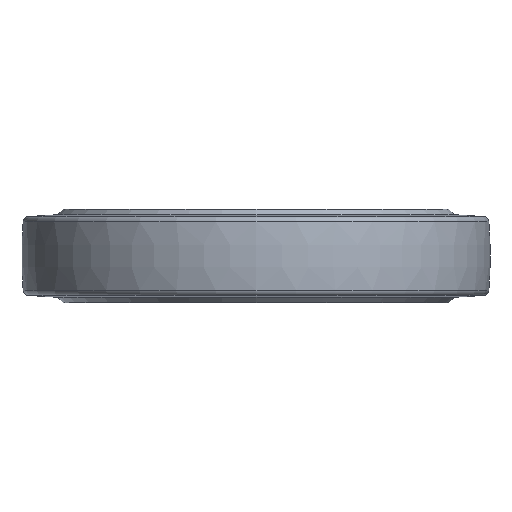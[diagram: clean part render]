
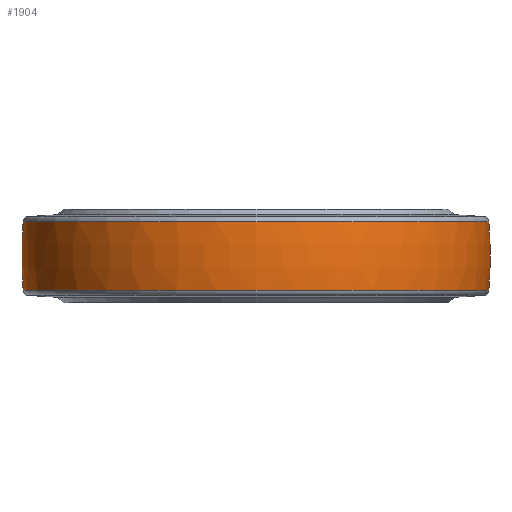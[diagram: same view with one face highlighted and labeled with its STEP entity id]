
A CAD part, front view. The second image highlights one B-rep face of the part: STEP entity #1904.
In plain terms, the highlighted toroidal (fillet/blend) face has major radius 150 mm and minor radius 300 mm.
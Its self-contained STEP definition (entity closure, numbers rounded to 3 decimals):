
#52 = DIRECTION ( 'NONE',  ( 0., 0., 1. ) ) ;
#430 = EDGE_CURVE ( 'NONE', #9980, #6385, #10040, .T. ) ;
#1011 = ORIENTED_EDGE ( 'NONE', *, *, #8789, .T. ) ;
#1603 = ORIENTED_EDGE ( 'NONE', *, *, #6719, .F. ) ;
#1620 = EDGE_CURVE ( 'NONE', #7623, #9185, #3714, .T. ) ;
#1662 = CARTESIAN_POINT ( 'NONE',  ( -150., 0., 0. ) ) ;
#1741 = DIRECTION ( 'NONE',  ( 1., 0., 0. ) ) ;
#1862 = CIRCLE ( 'NONE', #11494, 149.19 ) ;
#1904 = ADVANCED_FACE ( 'NONE', ( #11895 ), #3144, .T. ) ;
#2527 = CARTESIAN_POINT ( 'NONE',  ( 0., 0., 0. ) ) ;
#2740 = CARTESIAN_POINT ( 'NONE',  ( 0., 0., -22.024 ) ) ;
#3144 = TOROIDAL_SURFACE ( 'NONE', #3891, -150., 300. ) ;
#3420 = DIRECTION ( 'NONE',  ( 0., -1., 0. ) ) ;
#3426 = DIRECTION ( 'NONE',  ( 1., 0., 0. ) ) ;
#3661 = EDGE_LOOP ( 'NONE', ( #9981, #1011, #7079, #1603 ) ) ;
#3692 = CARTESIAN_POINT ( 'NONE',  ( 149.19, 0., -22.024 ) ) ;
#3714 = CIRCLE ( 'NONE', #7415, 300. ) ;
#3891 = AXIS2_PLACEMENT_3D ( 'NONE', #2527, #7816, #3426 ) ;
#3892 = AXIS2_PLACEMENT_3D ( 'NONE', #6290, #7211, #1741 ) ;
#4530 = AXIS2_PLACEMENT_3D ( 'NONE', #1662, #3420, #8101 ) ;
#5182 = DIRECTION ( 'NONE',  ( -1., 0., 0. ) ) ;
#6290 = CARTESIAN_POINT ( 'NONE',  ( 0., 0., 22.024 ) ) ;
#6385 = VERTEX_POINT ( 'NONE', #10276 ) ;
#6719 = EDGE_CURVE ( 'NONE', #9185, #6385, #7051, .T. ) ;
#7051 = CIRCLE ( 'NONE', #3892, 149.19 ) ;
#7079 = ORIENTED_EDGE ( 'NONE', *, *, #430, .T. ) ;
#7211 = DIRECTION ( 'NONE',  ( 0., 0., 1. ) ) ;
#7355 = CARTESIAN_POINT ( 'NONE',  ( -149.19, 0., -22.024 ) ) ;
#7415 = AXIS2_PLACEMENT_3D ( 'NONE', #9742, #7776, #5182 ) ;
#7623 = VERTEX_POINT ( 'NONE', #7355 ) ;
#7776 = DIRECTION ( 'NONE',  ( 0., 1., 0. ) ) ;
#7816 = DIRECTION ( 'NONE',  ( 0., 0., 1. ) ) ;
#8101 = DIRECTION ( 'NONE',  ( 0., 0., -1. ) ) ;
#8789 = EDGE_CURVE ( 'NONE', #7623, #9980, #1862, .T. ) ;
#9185 = VERTEX_POINT ( 'NONE', #10367 ) ;
#9742 = CARTESIAN_POINT ( 'NONE',  ( 150., 0., 0. ) ) ;
#9980 = VERTEX_POINT ( 'NONE', #3692 ) ;
#9981 = ORIENTED_EDGE ( 'NONE', *, *, #1620, .F. ) ;
#10040 = CIRCLE ( 'NONE', #4530, 300. ) ;
#10276 = CARTESIAN_POINT ( 'NONE',  ( 149.19, 0., 22.024 ) ) ;
#10367 = CARTESIAN_POINT ( 'NONE',  ( -149.19, 0., 22.024 ) ) ;
#11494 = AXIS2_PLACEMENT_3D ( 'NONE', #2740, #52, #11817 ) ;
#11817 = DIRECTION ( 'NONE',  ( 1., 0., 0. ) ) ;
#11895 = FACE_OUTER_BOUND ( 'NONE', #3661, .T. ) ;
